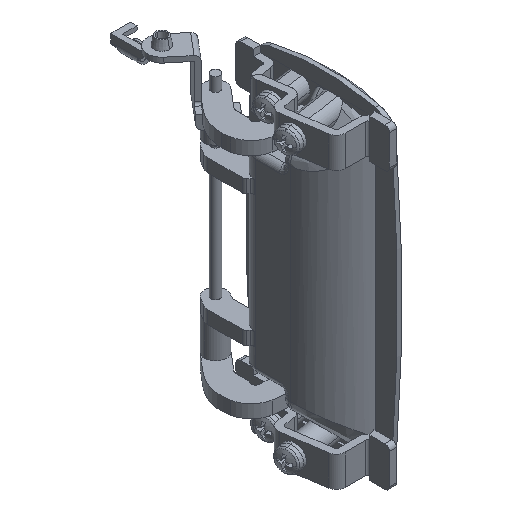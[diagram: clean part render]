
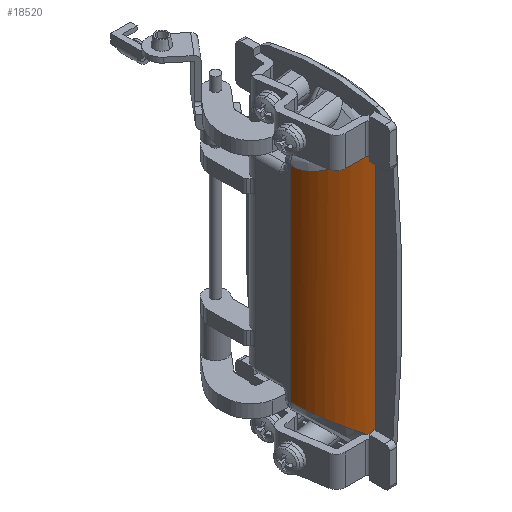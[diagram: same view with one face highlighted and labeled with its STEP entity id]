
A CAD part, isometric view. The second image highlights one B-rep face of the part: STEP entity #18520.
In plain terms, the highlighted cylindrical face has radius 22 mm (diameter 44 mm), a partial arc.
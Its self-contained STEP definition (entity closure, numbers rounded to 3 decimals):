
#56 =( BOUNDED_CURVE ( )  B_SPLINE_CURVE ( 3, ( #4699, #14929, #7916, #6421 ),
 .UNSPECIFIED., .F., .F. ) 
 B_SPLINE_CURVE_WITH_KNOTS ( ( 4, 4 ),
 ( 0., 1.338 ),
 .UNSPECIFIED. ) 
 CURVE ( )  GEOMETRIC_REPRESENTATION_ITEM ( )  RATIONAL_B_SPLINE_CURVE ( ( 1., 0.856, 0.856, 1. ) ) 
 REPRESENTATION_ITEM ( '' )  );
#532 = CARTESIAN_POINT ( 'NONE',  ( 0., -23.659, -58.118 ) ) ;
#642 =( BOUNDED_CURVE ( )  B_SPLINE_CURVE ( 3, ( #13133, #16172, #5917, #14568 ),
 .UNSPECIFIED., .F., .T. ) 
 B_SPLINE_CURVE_WITH_KNOTS ( ( 4, 4 ),
 ( 1.804, 3.142 ),
 .UNSPECIFIED. ) 
 CURVE ( )  GEOMETRIC_REPRESENTATION_ITEM ( )  RATIONAL_B_SPLINE_CURVE ( ( 1., 0.856, 0.856, 1. ) ) 
 REPRESENTATION_ITEM ( '' )  );
#663 = EDGE_CURVE ( 'NONE', #9074, #14592, #7890, .T. ) ;
#691 = VERTEX_POINT ( 'NONE', #6543 ) ;
#826 = DIRECTION ( 'NONE',  ( 0., 0., -1. ) ) ;
#914 = CARTESIAN_POINT ( 'NONE',  ( 0.193, -23.619, 58.124 ) ) ;
#1377 = ORIENTED_EDGE ( 'NONE', *, *, #4979, .T. ) ;
#1827 = LINE ( 'NONE', #2882, #12340 ) ;
#2530 = CARTESIAN_POINT ( 'NONE',  ( 0., -23.659, 58.118 ) ) ;
#2661 = CARTESIAN_POINT ( 'NONE',  ( 0.578, -23.53, 58.138 ) ) ;
#2882 = CARTESIAN_POINT ( 'NONE',  ( 17.5, -2.125, 67.3 ) ) ;
#3071 = EDGE_CURVE ( 'NONE', #15176, #6614, #3720, .T. ) ;
#3720 = B_SPLINE_CURVE_WITH_KNOTS ( 'NONE', 3,
 ( #16969, #8206, #914, #2530 ),
 .UNSPECIFIED., .F., .F.,
 ( 4, 4 ),
 ( 0., 0.001 ),
 .UNSPECIFIED. ) ;
#4263 = ORIENTED_EDGE ( 'NONE', *, *, #663, .T. ) ;
#4616 = FACE_OUTER_BOUND ( 'NONE', #5745, .T. ) ;
#4630 = CARTESIAN_POINT ( 'NONE',  ( 0., -23.659, 58.118 ) ) ;
#4699 = CARTESIAN_POINT ( 'NONE',  ( 17.5, -2.125, 46.601 ) ) ;
#4979 = EDGE_CURVE ( 'NONE', #6614, #9074, #14495, .T. ) ;
#5104 = CARTESIAN_POINT ( 'NONE',  ( 0., -23.659, 67.3 ) ) ;
#5745 = EDGE_LOOP ( 'NONE', ( #1377, #4263, #16079, #6515, #8953, #17032 ) ) ;
#5917 = CARTESIAN_POINT ( 'NONE',  ( 17.5, -12.746, -46.601 ) ) ;
#6421 = CARTESIAN_POINT ( 'NONE',  ( 0.578, -23.53, 58.138 ) ) ;
#6515 = ORIENTED_EDGE ( 'NONE', *, *, #12152, .F. ) ;
#6543 = CARTESIAN_POINT ( 'NONE',  ( 17.5, -2.125, 46.601 ) ) ;
#6614 = VERTEX_POINT ( 'NONE', #4630 ) ;
#7890 = B_SPLINE_CURVE_WITH_KNOTS ( 'NONE', 3,
 ( #532, #15158, #10893, #16711 ),
 .UNSPECIFIED., .F., .F.,
 ( 4, 4 ),
 ( 0., 0.001 ),
 .UNSPECIFIED. ) ;
#7916 = CARTESIAN_POINT ( 'NONE',  ( 10.913, -21.079, 51.092 ) ) ;
#8206 = CARTESIAN_POINT ( 'NONE',  ( 0.386, -23.576, 58.131 ) ) ;
#8412 = EDGE_CURVE ( 'NONE', #14592, #11688, #642, .T. ) ;
#8435 = CARTESIAN_POINT ( 'NONE',  ( 0.578, -23.53, -58.138 ) ) ;
#8618 = EDGE_CURVE ( 'NONE', #691, #15176, #56, .T. ) ;
#8715 = CARTESIAN_POINT ( 'NONE',  ( 17.5, -2.125, -46.601 ) ) ;
#8953 = ORIENTED_EDGE ( 'NONE', *, *, #8618, .T. ) ;
#9053 = CARTESIAN_POINT ( 'NONE',  ( -4.5, -2.125, 67.3 ) ) ;
#9074 = VERTEX_POINT ( 'NONE', #18266 ) ;
#9181 = DIRECTION ( 'NONE',  ( 0., 0., -1. ) ) ;
#10893 = CARTESIAN_POINT ( 'NONE',  ( 0.386, -23.576, -58.131 ) ) ;
#11688 = VERTEX_POINT ( 'NONE', #8715 ) ;
#12152 = EDGE_CURVE ( 'NONE', #691, #11688, #1827, .T. ) ;
#12340 = VECTOR ( 'NONE', #17519, 1000. ) ;
#12404 = CYLINDRICAL_SURFACE ( 'NONE', #13404, 22. ) ;
#13133 = CARTESIAN_POINT ( 'NONE',  ( 0.578, -23.53, -58.138 ) ) ;
#13404 = AXIS2_PLACEMENT_3D ( 'NONE', #9053, #9181, #16412 ) ;
#14495 = LINE ( 'NONE', #5104, #17697 ) ;
#14568 = CARTESIAN_POINT ( 'NONE',  ( 17.5, -2.125, -46.601 ) ) ;
#14592 = VERTEX_POINT ( 'NONE', #8435 ) ;
#14929 = CARTESIAN_POINT ( 'NONE',  ( 17.5, -12.746, 46.601 ) ) ;
#15158 = CARTESIAN_POINT ( 'NONE',  ( 0.193, -23.619, -58.124 ) ) ;
#15176 = VERTEX_POINT ( 'NONE', #2661 ) ;
#16079 = ORIENTED_EDGE ( 'NONE', *, *, #8412, .T. ) ;
#16172 = CARTESIAN_POINT ( 'NONE',  ( 10.913, -21.079, -51.092 ) ) ;
#16412 = DIRECTION ( 'NONE',  ( -1., 0., 0. ) ) ;
#16711 = CARTESIAN_POINT ( 'NONE',  ( 0.578, -23.53, -58.138 ) ) ;
#16969 = CARTESIAN_POINT ( 'NONE',  ( 0.578, -23.53, 58.138 ) ) ;
#17032 = ORIENTED_EDGE ( 'NONE', *, *, #3071, .T. ) ;
#17519 = DIRECTION ( 'NONE',  ( 0., 0., -1. ) ) ;
#17697 = VECTOR ( 'NONE', #826, 1000. ) ;
#18266 = CARTESIAN_POINT ( 'NONE',  ( 0., -23.659, -58.118 ) ) ;
#18520 = ADVANCED_FACE ( 'NONE', ( #4616 ), #12404, .T. ) ;
